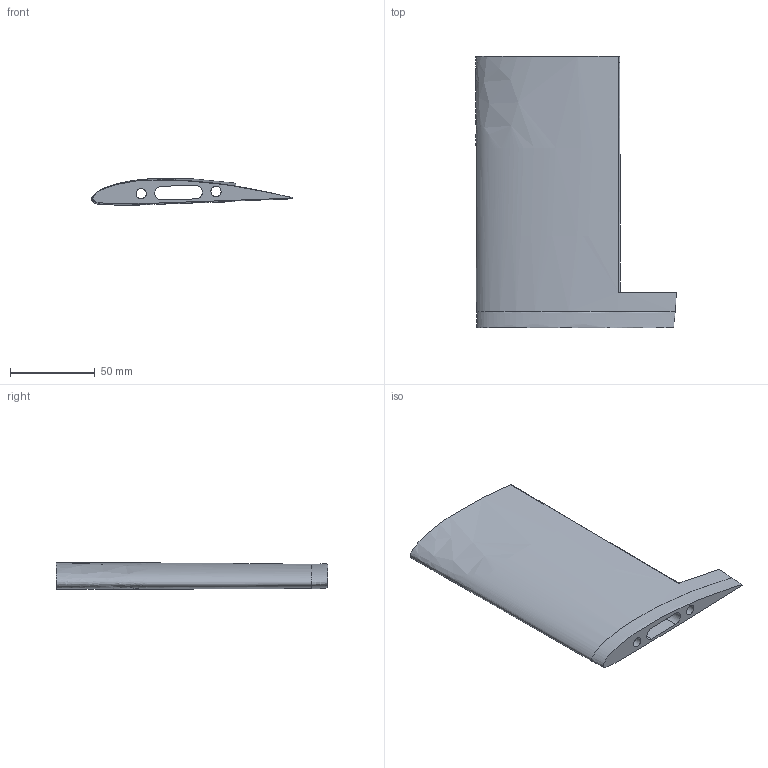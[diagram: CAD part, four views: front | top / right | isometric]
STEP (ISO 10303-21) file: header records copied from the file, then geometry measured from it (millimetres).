
FILE_DESCRIPTION(/* description */ (''),/* implementation_level */ '2;1');
FILE_NAME(/* name */ 'P_Wing_mid.stp',/* time_stamp */ '2025-09-03T11:37:05+02:00',/* author */ ('FAL'),/* organization */ (''),/* preprocessor_version */ 'ST-DEVELOPER v20.1',/* originating_system */ 'Autodesk Inventor 2026',/* authorisation */ '');
FILE_SCHEMA (('AUTOMOTIVE_DESIGN { 1 0 10303 214 3 1 1 }'));
Length unit declared in the file: millimetre
Products named in the file (1): P_Wing_mid
Bounding box: 118.15 x 160 x 15.46 mm (x, y, z)
Volume: 123236.9 mm3; surface area: 47926.9 mm2
Topology: 1 solids, 1 shells, 27 faces, 81 edges, 55 vertices
Faces by surface type: plane 14, cylinder 8, bspline 5
Full cylindrical faces by diameter (mm): 6 x2
Entity records: 10619 total; most frequent: CARTESIAN_POINT 9881, ORIENTED_EDGE 162, DIRECTION 118, EDGE_CURVE 81, VERTEX_POINT 55, AXIS2_PLACEMENT_3D 41, LINE 36, VECTOR 36
